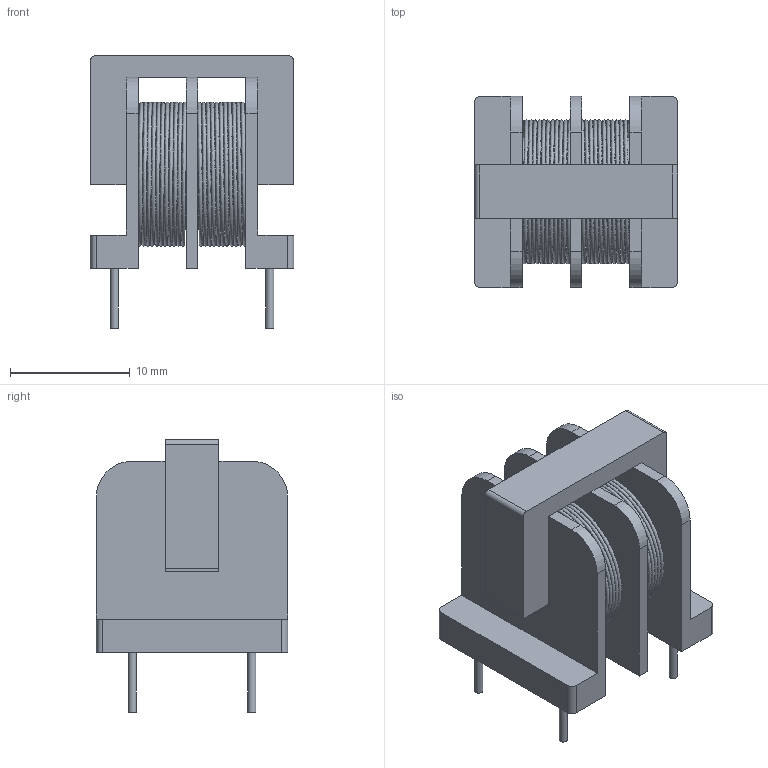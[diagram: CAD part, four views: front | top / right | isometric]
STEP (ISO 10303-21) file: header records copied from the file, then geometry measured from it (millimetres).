
FILE_DESCRIPTION(/* description */ (''),/* implementation_level */ '2;1');
FILE_NAME(/* name */ 'uu10.5.step',/* time_stamp */ '2024-02-08T16:28:31+03:00',/* author */ (''),/* organization */ (''),/* preprocessor_version */ 'ST-DEVELOPER v20',/* originating_system */ 'Autodesk Translation Framework v12.20.1.177',/* authorisation */ '');
FILE_SCHEMA (('AUTOMOTIVE_DESIGN { 1 0 10303 214 3 1 1 }'));
Length unit declared in the file: millimetre
Products named in the file (1): uu10.5
Bounding box: 17 x 16 x 22.8 mm (x, y, z)
Volume: 2057.5 mm3; surface area: 3196.3 mm2
Topology: 8 solids, 8 shells, 86 faces, 198 edges, 132 vertices
Faces by surface type: plane 60, cylinder 24, bspline 2
Full cylindrical faces by diameter (mm): 0.7 x4
Entity records: 5899 total; most frequent: CARTESIAN_POINT 3845, DIRECTION 418, ORIENTED_EDGE 396, EDGE_CURVE 198, LINE 144, VECTOR 144, AXIS2_PLACEMENT_3D 137, VERTEX_POINT 132
